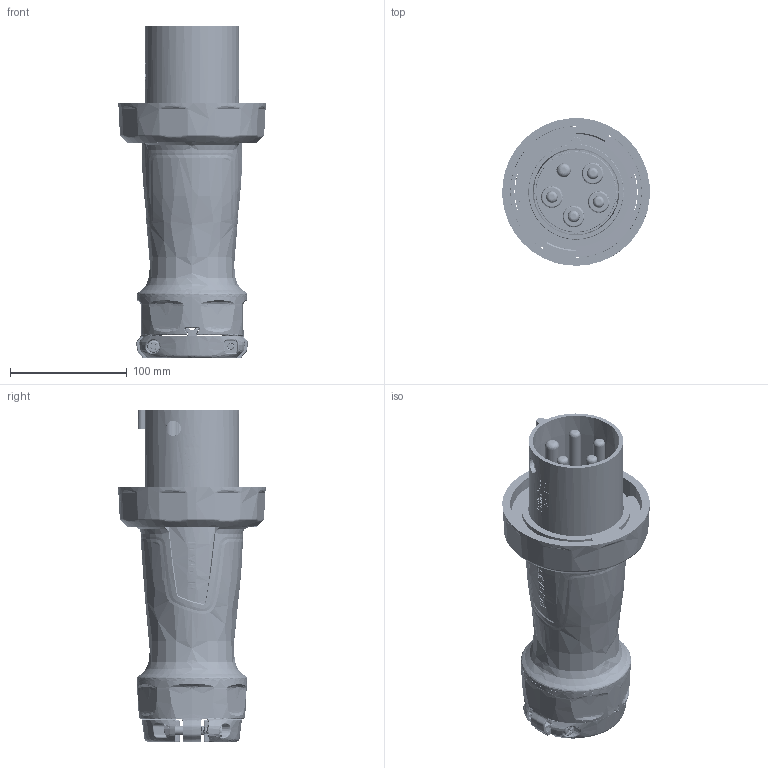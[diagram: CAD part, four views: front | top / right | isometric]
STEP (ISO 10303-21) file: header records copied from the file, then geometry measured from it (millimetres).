
FILE_DESCRIPTION (( 'STEP AP214' ), '1' );
FILE_NAME ('ORB4390-M07.STEP', '2023-06-05T13:35:39', ( '' ), ( '' ), 'SwSTEP 2.0', 'SolidWorks 2020', '' );
FILE_SCHEMA (( 'AUTOMOTIVE_DESIGN' ));
Length unit declared in the file: inch
Products named in the file (1): ORB4390-M07
Bounding box: 126.4 x 126.57 x 284.71 mm (x, y, z)
Volume: 1235128.1 mm3; surface area: 317409.4 mm2
Topology: 16 solids, 23 shells, 8225 faces, 19176 edges, 10990 vertices
Faces by surface type: bspline 4197, plane 1757, cylinder 1644, sphere 267, cone 245, torus 115
Full cylindrical faces by diameter (mm): 2.362 x1, 3.988 x1, 5.105 x2, 5.334 x14, 5.461 x1, 6.35 x2, 7.925 x2, 10 x4, 10.516 x2, 12 x1, 50.8 x1, 65.087 x1, 76.2 x6, 76.634 x1, 87.376 x3, 87.884 x1, 92.075 x3
Entity records: 645869 total; most frequent: CARTESIAN_POINT 394396, ORIENTED_EDGE 37224, DIRECTION 19826, EDGE_CURVE 18612, VERTEX_POINT 10894, EDGE_LOOP 8688, FACE_OUTER_BOUND 8285, UNCERTAINTY_MEASURE_WITH_UNIT 8217
